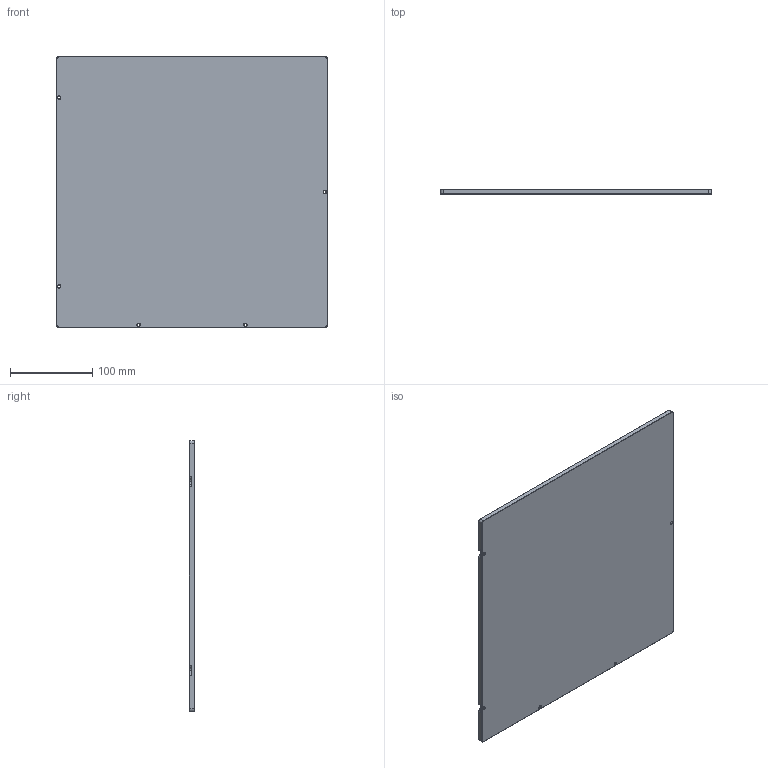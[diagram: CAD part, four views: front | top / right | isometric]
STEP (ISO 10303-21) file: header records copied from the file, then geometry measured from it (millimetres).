
FILE_DESCRIPTION(/* description */ (''),/* implementation_level */ '2;1');
FILE_NAME(/* name */ 'mic6 bed.step',/* time_stamp */ '2022-12-10T23:54:08+08:00',/* author */ (''),/* organization */ (''),/* preprocessor_version */ 'ST-DEVELOPER v19.2',/* originating_system */ 'Autodesk Translation Framework v11.17.0.187',/* authorisation */ '');
FILE_SCHEMA (('AUTOMOTIVE_DESIGN { 1 0 10303 214 3 1 1 }'));
Length unit declared in the file: millimetre
Products named in the file (1): mic6 bed
Bounding box: 330 x 6.35 x 330 mm (x, y, z)
Volume: 690350.2 mm3; surface area: 225531 mm2
Topology: 1 solids, 1 shells, 121 faces, 291 edges, 172 vertices
Faces by surface type: plane 54, cone 38, cylinder 29
Full cylindrical faces by diameter (mm): 3.2 x5
Entity records: 3506 total; most frequent: DIRECTION 631, CARTESIAN_POINT 585, ORIENTED_EDGE 582, EDGE_CURVE 291, AXIS2_PLACEMENT_3D 218, LINE 195, VECTOR 195, VERTEX_POINT 172
